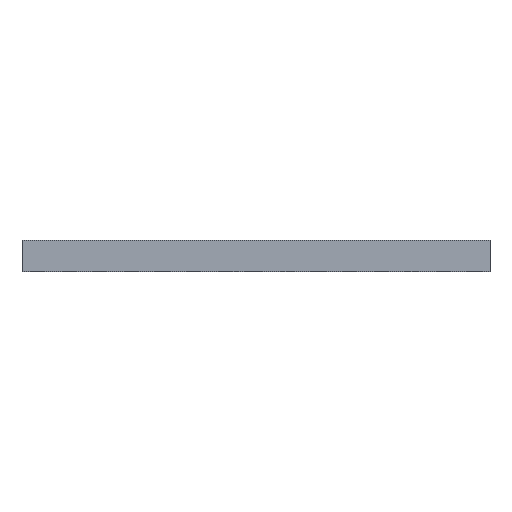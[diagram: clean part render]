
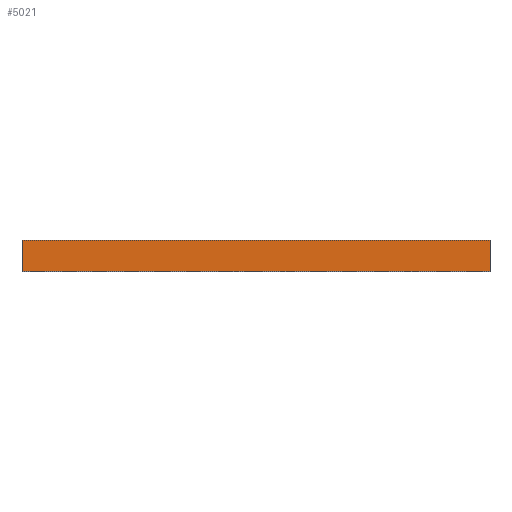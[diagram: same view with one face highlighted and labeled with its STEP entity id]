
A CAD part, top view. The second image highlights one B-rep face of the part: STEP entity #5021.
In plain terms, the highlighted planar face has unit normal (0, 0, 1).
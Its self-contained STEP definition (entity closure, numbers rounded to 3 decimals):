
#32 = PLANE('',#33);
#33 = AXIS2_PLACEMENT_3D('',#34,#35,#36);
#34 = CARTESIAN_POINT('',(150.,0.,-80.));
#35 = DIRECTION('',(-1.,0.,0.));
#36 = DIRECTION('',(0.,0.,1.));
#85 = VERTEX_POINT('',#86);
#86 = CARTESIAN_POINT('',(150.,-20.,80.));
#100 = PLANE('',#101);
#101 = AXIS2_PLACEMENT_3D('',#102,#103,#104);
#102 = CARTESIAN_POINT('',(0.,-20.,0.));
#103 = DIRECTION('',(0.,1.,0.));
#104 = DIRECTION('',(0.,0.,1.));
#112 = EDGE_CURVE('',#113,#85,#115,.T.);
#113 = VERTEX_POINT('',#114);
#114 = CARTESIAN_POINT('',(150.,0.,80.));
#115 = SURFACE_CURVE('',#116,(#120,#127),.PCURVE_S1.);
#116 = LINE('',#117,#118);
#117 = CARTESIAN_POINT('',(150.,0.,80.));
#118 = VECTOR('',#119,1.);
#119 = DIRECTION('',(0.,-1.,0.));
#120 = PCURVE('',#32,#121);
#121 = DEFINITIONAL_REPRESENTATION('',(#122),#126);
#122 = LINE('',#123,#124);
#123 = CARTESIAN_POINT('',(160.,0.));
#124 = VECTOR('',#125,1.);
#125 = DIRECTION('',(0.,-1.));
#126 = ( GEOMETRIC_REPRESENTATION_CONTEXT(2) 
PARAMETRIC_REPRESENTATION_CONTEXT() REPRESENTATION_CONTEXT('2D SPACE',''
  ) );
#127 = PCURVE('',#128,#133);
#128 = PLANE('',#129);
#129 = AXIS2_PLACEMENT_3D('',#130,#131,#132);
#130 = CARTESIAN_POINT('',(150.,0.,80.));
#131 = DIRECTION('',(0.,0.,-1.));
#132 = DIRECTION('',(-1.,0.,0.));
#133 = DEFINITIONAL_REPRESENTATION('',(#134),#138);
#134 = LINE('',#135,#136);
#135 = CARTESIAN_POINT('',(0.,0.));
#136 = VECTOR('',#137,1.);
#137 = DIRECTION('',(0.,-1.));
#138 = ( GEOMETRIC_REPRESENTATION_CONTEXT(2) 
PARAMETRIC_REPRESENTATION_CONTEXT() REPRESENTATION_CONTEXT('2D SPACE',''
  ) );
#156 = PLANE('',#157);
#157 = AXIS2_PLACEMENT_3D('',#158,#159,#160);
#158 = CARTESIAN_POINT('',(0.,0.,0.));
#159 = DIRECTION('',(0.,1.,0.));
#160 = DIRECTION('',(0.,0.,1.));
#400 = PLANE('',#401);
#401 = AXIS2_PLACEMENT_3D('',#402,#403,#404);
#402 = CARTESIAN_POINT('',(-150.,0.,80.));
#403 = DIRECTION('',(1.,0.,0.));
#404 = DIRECTION('',(0.,0.,-1.));
#4452 = VERTEX_POINT('',#4453);
#4453 = CARTESIAN_POINT('',(-150.,0.,80.));
#4474 = EDGE_CURVE('',#113,#4452,#4475,.T.);
#4475 = SURFACE_CURVE('',#4476,(#4480,#4487),.PCURVE_S1.);
#4476 = LINE('',#4477,#4478);
#4477 = CARTESIAN_POINT('',(150.,0.,80.));
#4478 = VECTOR('',#4479,1.);
#4479 = DIRECTION('',(-1.,0.,0.));
#4480 = PCURVE('',#156,#4481);
#4481 = DEFINITIONAL_REPRESENTATION('',(#4482),#4486);
#4482 = LINE('',#4483,#4484);
#4483 = CARTESIAN_POINT('',(80.,150.));
#4484 = VECTOR('',#4485,1.);
#4485 = DIRECTION('',(-0.,-1.));
#4486 = ( GEOMETRIC_REPRESENTATION_CONTEXT(2) 
PARAMETRIC_REPRESENTATION_CONTEXT() REPRESENTATION_CONTEXT('2D SPACE',''
  ) );
#4487 = PCURVE('',#128,#4488);
#4488 = DEFINITIONAL_REPRESENTATION('',(#4489),#4493);
#4489 = LINE('',#4490,#4491);
#4490 = CARTESIAN_POINT('',(0.,0.));
#4491 = VECTOR('',#4492,1.);
#4492 = DIRECTION('',(1.,0.));
#4493 = ( GEOMETRIC_REPRESENTATION_CONTEXT(2) 
PARAMETRIC_REPRESENTATION_CONTEXT() REPRESENTATION_CONTEXT('2D SPACE',''
  ) );
#5021 = ADVANCED_FACE('',(#5022),#128,.F.);
#5022 = FACE_BOUND('',#5023,.F.);
#5023 = EDGE_LOOP('',(#5024,#5025,#5048,#5069));
#5024 = ORIENTED_EDGE('',*,*,#112,.T.);
#5025 = ORIENTED_EDGE('',*,*,#5026,.T.);
#5026 = EDGE_CURVE('',#85,#5027,#5029,.T.);
#5027 = VERTEX_POINT('',#5028);
#5028 = CARTESIAN_POINT('',(-150.,-20.,80.));
#5029 = SURFACE_CURVE('',#5030,(#5034,#5041),.PCURVE_S1.);
#5030 = LINE('',#5031,#5032);
#5031 = CARTESIAN_POINT('',(150.,-20.,80.));
#5032 = VECTOR('',#5033,1.);
#5033 = DIRECTION('',(-1.,0.,0.));
#5034 = PCURVE('',#128,#5035);
#5035 = DEFINITIONAL_REPRESENTATION('',(#5036),#5040);
#5036 = LINE('',#5037,#5038);
#5037 = CARTESIAN_POINT('',(0.,-20.));
#5038 = VECTOR('',#5039,1.);
#5039 = DIRECTION('',(1.,0.));
#5040 = ( GEOMETRIC_REPRESENTATION_CONTEXT(2) 
PARAMETRIC_REPRESENTATION_CONTEXT() REPRESENTATION_CONTEXT('2D SPACE',''
  ) );
#5041 = PCURVE('',#100,#5042);
#5042 = DEFINITIONAL_REPRESENTATION('',(#5043),#5047);
#5043 = LINE('',#5044,#5045);
#5044 = CARTESIAN_POINT('',(80.,150.));
#5045 = VECTOR('',#5046,1.);
#5046 = DIRECTION('',(-0.,-1.));
#5047 = ( GEOMETRIC_REPRESENTATION_CONTEXT(2) 
PARAMETRIC_REPRESENTATION_CONTEXT() REPRESENTATION_CONTEXT('2D SPACE',''
  ) );
#5048 = ORIENTED_EDGE('',*,*,#5049,.F.);
#5049 = EDGE_CURVE('',#4452,#5027,#5050,.T.);
#5050 = SURFACE_CURVE('',#5051,(#5055,#5062),.PCURVE_S1.);
#5051 = LINE('',#5052,#5053);
#5052 = CARTESIAN_POINT('',(-150.,0.,80.));
#5053 = VECTOR('',#5054,1.);
#5054 = DIRECTION('',(0.,-1.,0.));
#5055 = PCURVE('',#128,#5056);
#5056 = DEFINITIONAL_REPRESENTATION('',(#5057),#5061);
#5057 = LINE('',#5058,#5059);
#5058 = CARTESIAN_POINT('',(300.,0.));
#5059 = VECTOR('',#5060,1.);
#5060 = DIRECTION('',(0.,-1.));
#5061 = ( GEOMETRIC_REPRESENTATION_CONTEXT(2) 
PARAMETRIC_REPRESENTATION_CONTEXT() REPRESENTATION_CONTEXT('2D SPACE',''
  ) );
#5062 = PCURVE('',#400,#5063);
#5063 = DEFINITIONAL_REPRESENTATION('',(#5064),#5068);
#5064 = LINE('',#5065,#5066);
#5065 = CARTESIAN_POINT('',(0.,0.));
#5066 = VECTOR('',#5067,1.);
#5067 = DIRECTION('',(0.,-1.));
#5068 = ( GEOMETRIC_REPRESENTATION_CONTEXT(2) 
PARAMETRIC_REPRESENTATION_CONTEXT() REPRESENTATION_CONTEXT('2D SPACE',''
  ) );
#5069 = ORIENTED_EDGE('',*,*,#4474,.F.);
